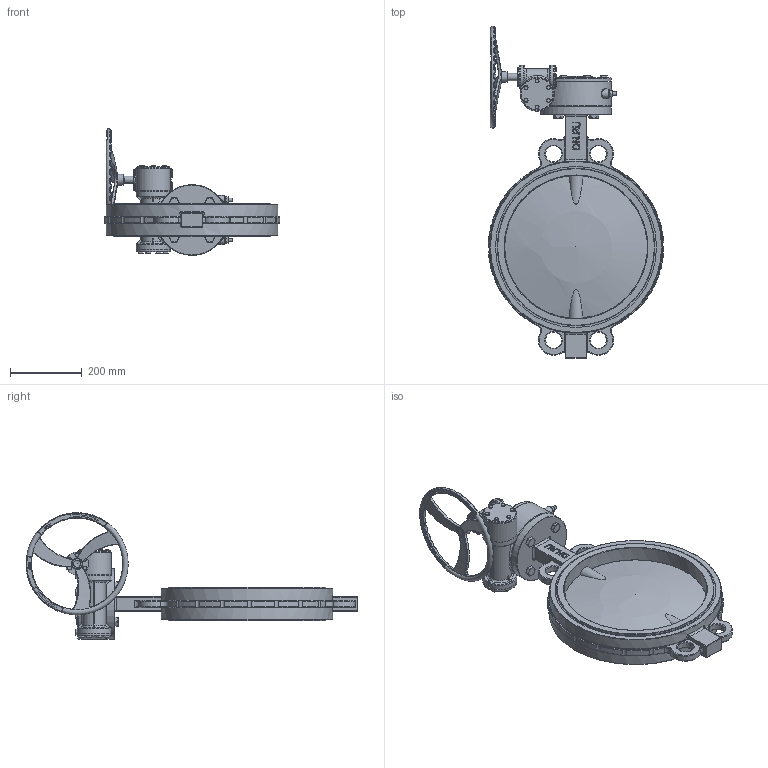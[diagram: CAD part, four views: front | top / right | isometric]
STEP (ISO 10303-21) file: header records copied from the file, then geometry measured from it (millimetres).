
FILE_DESCRIPTION(/* description */ (''),/* implementation_level */ '2;1');
FILE_NAME(/* name */ 'DN400_3D_STEP.stp',/* time_stamp */ '2025-09-24T13:33:37+03:00',/* author */ ('igorr'),/* organization */ (''),/* preprocessor_version */ 'ST-DEVELOPER v20',/* originating_system */ 'Autodesk Inventor 2025',/* authorisation */ '');
FILE_SCHEMA (('AUTOMOTIVE_DESIGN { 1 0 10303 214 3 1 1 }'));
Length unit declared in the file: millimetre
Products named in the file (11): Сборка1; Деталь1; двигатель; AS 1110 - M10 x 16; AS 1110 - M8 x 12; AS 1110 - M6 x 12; AS 1110 - M16 x 25; ANSI B18.2.4.2M - M10x1,5; AS 1427 - M4 x 6; Штурвал; BS EN ISO 4762 - M8 x 12
Assembly tree (46 placements, depth 2):
  Сборка1
    Деталь1
    двигатель
    AS 1110 - M10 x 16  x8
    AS 1110 - M6 x 12  x18
    AS 1110 - M8 x 12  x8
    AS 1110 - M16 x 25  x4
    ANSI B18.2.4.2M - M10x1,5  x2
    AS 1427 - M4 x 6  x2
    Штурвал
    BS EN ISO 4762 - M8 x 12
Bounding box: 489.99 x 926.98 x 353.49 mm (x, y, z)
Volume: 14700585.5 mm3; surface area: 1168521.9 mm2
Topology: 46 solids, 46 shells, 2231 faces, 5450 edges, 3420 vertices
Faces by surface type: plane 1064, cone 359, cylinder 337, bspline 324, torus 135, sphere 12
Full cylindrical faces by diameter (mm): 3.571 x2, 4 x2, 6 x18, 7 x24, 8 x15, 8.376 x2, 9 x16, 10 x29, 10.298 x2, 11 x8, 13 x9, 16 x12, 18 x4, 20 x2, 24 x4, 29.526 x2, 30 x2, 45 x4, 65 x4, 92.001 x1, 95 x4, 97.925 x1, 197 x2, 400 x2, 440 x2, 450 x2, 480 x2
Entity records: 64502 total; most frequent: CARTESIAN_POINT 31562, ORIENTED_EDGE 7106, DIRECTION 5454, EDGE_CURVE 3553, VERTEX_POINT 2319, AXIS2_PLACEMENT_3D 1985, EDGE_LOOP 1552, LINE 1484
